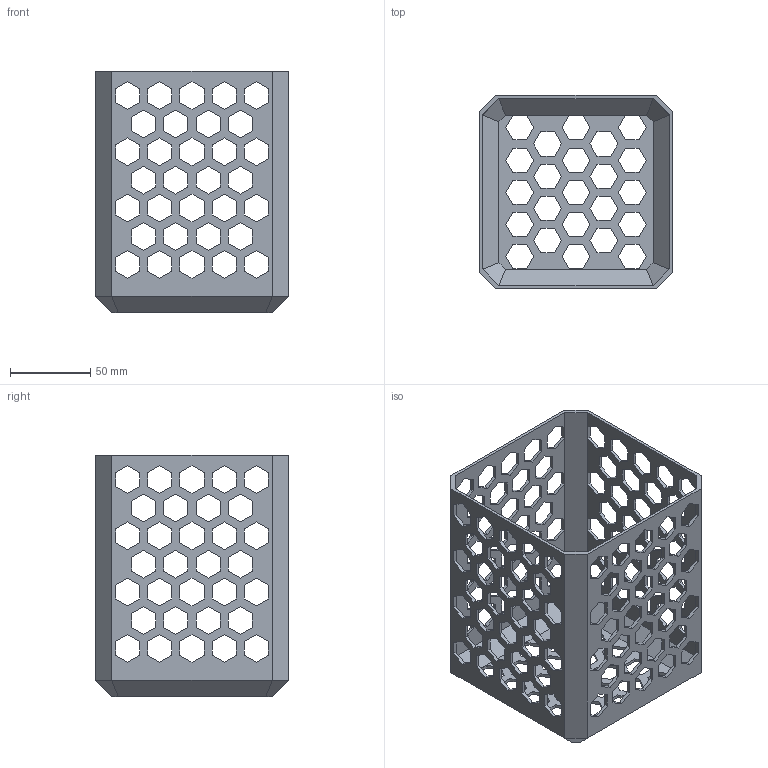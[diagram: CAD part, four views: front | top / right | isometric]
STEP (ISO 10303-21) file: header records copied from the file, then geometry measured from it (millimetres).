
FILE_DESCRIPTION(('STEP AP242'), '1');
FILE_NAME('ItemGarlicBowl v2', '', ('UNSPECIFIED'), ('UNSPECIFIED'), 'C3D Converter', 'C3D Toolkit', '');
FILE_SCHEMA(('AP242_MANAGED_MODEL_BASED_3D_ENGINEERING_MIM_LF { 1 0 10303 442 1 1 4 }'));
Length unit declared in the file: millimetre
Bounding box: 120 x 120 x 150 mm (x, y, z)
Volume: 108465.6 mm3; surface area: 113405.6 mm2
Topology: 1 solids, 1 shells, 941 faces, 2798 edges, 1860 vertices
Faces by surface type: plane 941
Entity records: 31483 total; most frequent: CARTESIAN_POINT 5600, ORIENTED_EDGE 5596, DIRECTION 4682, EDGE_CURVE 2798, LINE 2798, VECTOR 2798, VERTEX_POINT 1860, FACE_BOUND 1244
